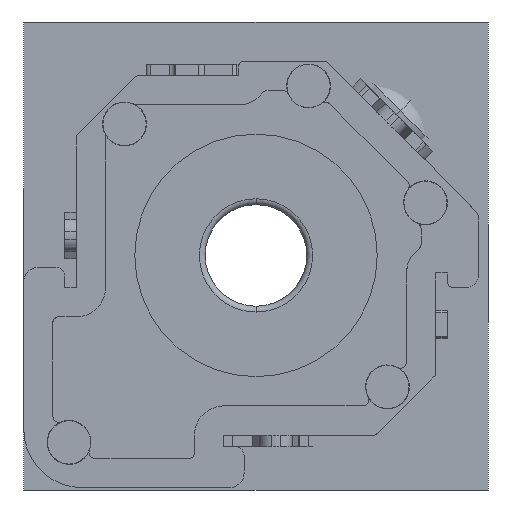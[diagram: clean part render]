
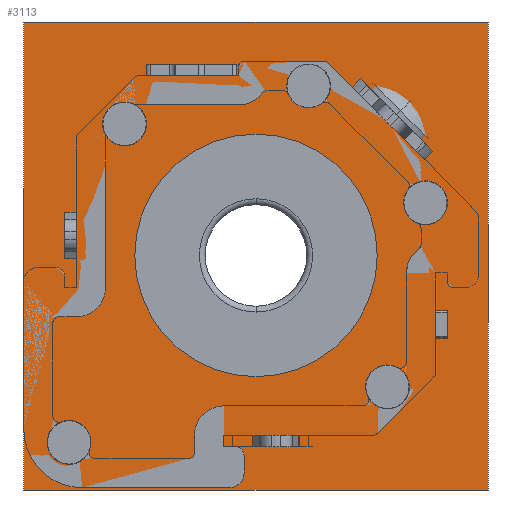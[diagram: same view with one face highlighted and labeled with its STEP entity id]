
A CAD part, front view. The second image highlights one B-rep face of the part: STEP entity #3113.
In plain terms, the highlighted planar face has unit normal (0, -1, 0).
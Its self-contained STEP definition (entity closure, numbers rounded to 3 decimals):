
#322=CARTESIAN_POINT('',(0.,0.5,0.));
#323=DIRECTION('',(0.,1.,0.));
#324=DIRECTION('',(0.,0.,-1.));
#325=AXIS2_PLACEMENT_3D('',#322,#323,#324);
#327=CARTESIAN_POINT('',(0.,0.5,0.));
#328=DIRECTION('',(0.,1.,0.));
#329=DIRECTION('',(0.,0.,1.));
#330=AXIS2_PLACEMENT_3D('',#327,#328,#329);
#332=CARTESIAN_POINT('',(-4.5,0.5,4.5));
#333=DIRECTION('',(0.,1.,0.));
#334=DIRECTION('',(1.,0.,0.));
#335=AXIS2_PLACEMENT_3D('',#332,#333,#334);
#337=CARTESIAN_POINT('',(-4.5,0.5,4.5));
#338=DIRECTION('',(0.,1.,0.));
#339=DIRECTION('',(-1.,0.,0.));
#340=AXIS2_PLACEMENT_3D('',#337,#338,#339);
#342=DIRECTION('',(0.,0.,1.));
#343=VECTOR('',#342,0.935);
#344=CARTESIAN_POINT('',(6.15,0.5,-2.838));
#345=LINE('',#344,#343);
#346=DIRECTION('',(1.,0.,0.));
#347=VECTOR('',#346,0.4);
#348=CARTESIAN_POINT('',(6.15,0.5,-2.838));
#349=LINE('',#348,#347);
#350=DIRECTION('',(0.,0.,1.));
#351=VECTOR('',#350,0.935);
#352=CARTESIAN_POINT('',(6.55,0.5,-2.838));
#353=LINE('',#352,#351);
#354=DIRECTION('',(1.,0.,0.));
#355=VECTOR('',#354,0.4);
#356=CARTESIAN_POINT('',(6.15,0.5,-1.903));
#357=LINE('',#356,#355);
#358=DIRECTION('',(-1.,0.,0.));
#359=VECTOR('',#358,3.065);
#360=CARTESIAN_POINT('',(-0.669,0.5,6.15));
#361=LINE('',#360,#359);
#362=DIRECTION('',(0.,0.,1.));
#363=VECTOR('',#362,0.4);
#364=CARTESIAN_POINT('',(-0.669,0.5,6.15));
#365=LINE('',#364,#363);
#366=DIRECTION('',(-1.,0.,0.));
#367=VECTOR('',#366,3.065);
#368=CARTESIAN_POINT('',(-0.669,0.5,6.55));
#369=LINE('',#368,#367);
#370=DIRECTION('',(0.,0.,1.));
#371=VECTOR('',#370,0.4);
#372=CARTESIAN_POINT('',(-3.733,0.5,6.15));
#373=LINE('',#372,#371);
#374=DIRECTION('',(0.,0.,1.));
#375=VECTOR('',#374,1.135);
#376=CARTESIAN_POINT('',(-6.15,0.5,0.114));
#377=LINE('',#376,#375);
#378=DIRECTION('',(-1.,0.,0.));
#379=VECTOR('',#378,0.4);
#380=CARTESIAN_POINT('',(-6.15,0.5,1.249));
#381=LINE('',#380,#379);
#382=DIRECTION('',(0.,0.,1.));
#383=VECTOR('',#382,1.135);
#384=CARTESIAN_POINT('',(-6.55,0.5,0.114));
#385=LINE('',#384,#383);
#386=DIRECTION('',(-1.,0.,0.));
#387=VECTOR('',#386,0.4);
#388=CARTESIAN_POINT('',(-6.15,0.5,0.114));
#389=LINE('',#388,#387);
#390=DIRECTION('',(0.707,0.,-0.707));
#391=VECTOR('',#390,3.499);
#392=CARTESIAN_POINT('',(3.571,0.5,6.045));
#393=LINE('',#392,#391);
#394=DIRECTION('',(-0.707,0.,-0.707));
#395=VECTOR('',#394,0.4);
#396=CARTESIAN_POINT('',(3.571,0.5,6.045));
#397=LINE('',#396,#395);
#398=DIRECTION('',(0.707,0.,-0.707));
#399=VECTOR('',#398,3.499);
#400=CARTESIAN_POINT('',(3.289,0.5,5.762));
#401=LINE('',#400,#399);
#402=DIRECTION('',(-0.707,0.,-0.707));
#403=VECTOR('',#402,0.4);
#404=CARTESIAN_POINT('',(6.045,0.5,3.571));
#405=LINE('',#404,#403);
#410=DIRECTION('',(1.,0.,0.));
#411=VECTOR('',#410,15.9);
#412=CARTESIAN_POINT('',(-7.95,0.5,7.99));
#413=LINE('',#412,#411);
#432=DIRECTION('',(0.,0.,1.));
#433=VECTOR('',#432,16.02);
#434=CARTESIAN_POINT('',(-7.95,0.5,-8.03));
#435=LINE('',#434,#433);
#444=DIRECTION('',(-1.,0.,0.));
#445=VECTOR('',#444,15.9);
#446=CARTESIAN_POINT('',(7.95,0.5,-8.03));
#447=LINE('',#446,#445);
#456=DIRECTION('',(0.,0.,-1.));
#457=VECTOR('',#456,16.02);
#458=CARTESIAN_POINT('',(7.95,0.5,7.99));
#459=LINE('',#458,#457);
#2252=CARTESIAN_POINT('',(0.,0.5,-4.15));
#2253=CARTESIAN_POINT('',(0.,0.5,4.15));
#2254=VERTEX_POINT('',#2252);
#2255=VERTEX_POINT('',#2253);
#2256=CARTESIAN_POINT('',(-7.95,0.5,7.99));
#2257=CARTESIAN_POINT('',(7.95,0.5,7.99));
#2258=VERTEX_POINT('',#2256);
#2259=VERTEX_POINT('',#2257);
#2260=CARTESIAN_POINT('',(7.95,0.5,-8.03));
#2261=VERTEX_POINT('',#2260);
#2262=CARTESIAN_POINT('',(-7.95,0.5,-8.03));
#2263=VERTEX_POINT('',#2262);
#2652=CARTESIAN_POINT('',(-3.75,0.5,4.5));
#2653=CARTESIAN_POINT('',(-5.25,0.5,4.5));
#2654=VERTEX_POINT('',#2652);
#2655=VERTEX_POINT('',#2653);
#2690=CARTESIAN_POINT('',(6.15,0.5,-2.838));
#2691=CARTESIAN_POINT('',(6.15,0.5,-1.903));
#2692=VERTEX_POINT('',#2690);
#2693=VERTEX_POINT('',#2691);
#2694=CARTESIAN_POINT('',(6.55,0.5,-2.838));
#2695=VERTEX_POINT('',#2694);
#2696=CARTESIAN_POINT('',(6.55,0.5,-1.903));
#2697=VERTEX_POINT('',#2696);
#2698=CARTESIAN_POINT('',(-0.669,0.5,6.15));
#2699=CARTESIAN_POINT('',(-3.733,0.5,6.15));
#2700=VERTEX_POINT('',#2698);
#2701=VERTEX_POINT('',#2699);
#2702=CARTESIAN_POINT('',(-0.669,0.5,6.55));
#2703=CARTESIAN_POINT('',(-3.733,0.5,6.55));
#2704=VERTEX_POINT('',#2702);
#2705=VERTEX_POINT('',#2703);
#2725=CARTESIAN_POINT('',(-6.15,0.5,0.114));
#2726=CARTESIAN_POINT('',(-6.15,0.5,1.249));
#2727=VERTEX_POINT('',#2725);
#2728=VERTEX_POINT('',#2726);
#2729=CARTESIAN_POINT('',(-6.55,0.5,0.114));
#2730=CARTESIAN_POINT('',(-6.55,0.5,1.249));
#2731=VERTEX_POINT('',#2729);
#2732=VERTEX_POINT('',#2730);
#2747=CARTESIAN_POINT('',(3.571,0.5,6.045));
#2748=CARTESIAN_POINT('',(6.045,0.5,3.571));
#2749=VERTEX_POINT('',#2747);
#2750=VERTEX_POINT('',#2748);
#2751=CARTESIAN_POINT('',(3.289,0.5,5.762));
#2752=CARTESIAN_POINT('',(5.762,0.5,3.289));
#2753=VERTEX_POINT('',#2751);
#2754=VERTEX_POINT('',#2752);
#3048=CARTESIAN_POINT('',(0.,0.5,-0.02));
#3049=DIRECTION('',(0.,1.,0.));
#3050=DIRECTION('',(0.,0.,-1.));
#3051=AXIS2_PLACEMENT_3D('',#3048,#3049,#3050);
#3052=PLANE('',#3051);
#3054=ORIENTED_EDGE('',*,*,#3053,.T.);
#3056=ORIENTED_EDGE('',*,*,#3055,.T.);
#3058=ORIENTED_EDGE('',*,*,#3057,.T.);
#3060=ORIENTED_EDGE('',*,*,#3059,.T.);
#3061=EDGE_LOOP('',(#3054,#3056,#3058,#3060));
#3062=FACE_OUTER_BOUND('',#3061,.F.);
#3063=ORIENTED_EDGE('',*,*,#3024,.F.);
#3064=ORIENTED_EDGE('',*,*,#2952,.F.);
#3065=EDGE_LOOP('',(#3063,#3064));
#3066=FACE_BOUND('',#3065,.F.);
#3068=ORIENTED_EDGE('',*,*,#3067,.F.);
#3070=ORIENTED_EDGE('',*,*,#3069,.F.);
#3071=EDGE_LOOP('',(#3068,#3070));
#3072=FACE_BOUND('',#3071,.F.);
#3074=ORIENTED_EDGE('',*,*,#3073,.F.);
#3076=ORIENTED_EDGE('',*,*,#3075,.T.);
#3078=ORIENTED_EDGE('',*,*,#3077,.T.);
#3080=ORIENTED_EDGE('',*,*,#3079,.F.);
#3081=EDGE_LOOP('',(#3074,#3076,#3078,#3080));
#3082=FACE_BOUND('',#3081,.F.);
#3084=ORIENTED_EDGE('',*,*,#3083,.F.);
#3086=ORIENTED_EDGE('',*,*,#3085,.T.);
#3088=ORIENTED_EDGE('',*,*,#3087,.T.);
#3090=ORIENTED_EDGE('',*,*,#3089,.F.);
#3091=EDGE_LOOP('',(#3084,#3086,#3088,#3090));
#3092=FACE_BOUND('',#3091,.F.);
#3094=ORIENTED_EDGE('',*,*,#3093,.T.);
#3096=ORIENTED_EDGE('',*,*,#3095,.T.);
#3098=ORIENTED_EDGE('',*,*,#3097,.F.);
#3100=ORIENTED_EDGE('',*,*,#3099,.F.);
#3101=EDGE_LOOP('',(#3094,#3096,#3098,#3100));
#3102=FACE_BOUND('',#3101,.F.);
#3104=ORIENTED_EDGE('',*,*,#3103,.F.);
#3106=ORIENTED_EDGE('',*,*,#3105,.T.);
#3108=ORIENTED_EDGE('',*,*,#3107,.T.);
#3110=ORIENTED_EDGE('',*,*,#3109,.F.);
#3111=EDGE_LOOP('',(#3104,#3106,#3108,#3110));
#3112=FACE_BOUND('',#3111,.F.);
#326=CIRCLE('',#325,4.15);
#331=CIRCLE('',#330,4.15);
#336=CIRCLE('',#335,0.75);
#341=CIRCLE('',#340,0.75);
#2952=EDGE_CURVE('',#2255,#2254,#331,.T.);
#3024=EDGE_CURVE('',#2254,#2255,#326,.T.);
#3053=EDGE_CURVE('',#2258,#2259,#413,.T.);
#3055=EDGE_CURVE('',#2259,#2261,#459,.T.);
#3057=EDGE_CURVE('',#2261,#2263,#447,.T.);
#3059=EDGE_CURVE('',#2263,#2258,#435,.T.);
#3067=EDGE_CURVE('',#2654,#2655,#336,.T.);
#3069=EDGE_CURVE('',#2655,#2654,#341,.T.);
#3073=EDGE_CURVE('',#2692,#2693,#345,.T.);
#3075=EDGE_CURVE('',#2692,#2695,#349,.T.);
#3077=EDGE_CURVE('',#2695,#2697,#353,.T.);
#3079=EDGE_CURVE('',#2693,#2697,#357,.T.);
#3083=EDGE_CURVE('',#2700,#2701,#361,.T.);
#3085=EDGE_CURVE('',#2700,#2704,#365,.T.);
#3087=EDGE_CURVE('',#2704,#2705,#369,.T.);
#3089=EDGE_CURVE('',#2701,#2705,#373,.T.);
#3093=EDGE_CURVE('',#2727,#2728,#377,.T.);
#3095=EDGE_CURVE('',#2728,#2732,#381,.T.);
#3097=EDGE_CURVE('',#2731,#2732,#385,.T.);
#3099=EDGE_CURVE('',#2727,#2731,#389,.T.);
#3103=EDGE_CURVE('',#2749,#2750,#393,.T.);
#3105=EDGE_CURVE('',#2749,#2753,#397,.T.);
#3107=EDGE_CURVE('',#2753,#2754,#401,.T.);
#3109=EDGE_CURVE('',#2750,#2754,#405,.T.);
#3113=ADVANCED_FACE('',(#3062,#3066,#3072,#3082,#3092,#3102,#3112),#3052,.F.);
